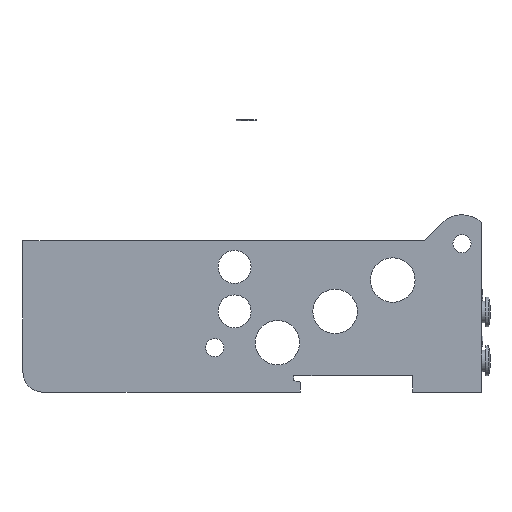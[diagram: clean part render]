
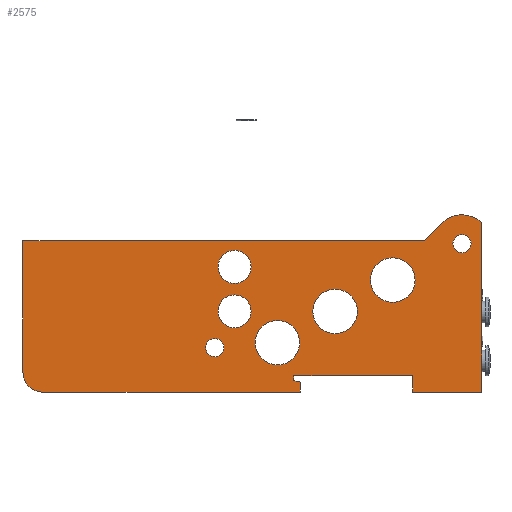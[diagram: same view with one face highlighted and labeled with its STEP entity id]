
A CAD part, front view. The second image highlights one B-rep face of the part: STEP entity #2575.
In plain terms, the highlighted planar face has unit normal (0, -1, 0).
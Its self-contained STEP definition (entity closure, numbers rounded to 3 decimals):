
#1845=CARTESIAN_POINT('',(0.,-9.5,51.437));
#1846=VERTEX_POINT('',#1845);
#1853=CARTESIAN_POINT('',(0.0,-9.5,0.0));
#1854=VERTEX_POINT('',#1853);
#1855=CARTESIAN_POINT('',(0.0,-9.5,51.437));
#1856=DIRECTION('',(0.0,0.0,-1.0));
#1857=VECTOR('',#1856,51.437);
#1858=LINE('',#1855,#1857);
#1859=EDGE_CURVE('',#1846,#1854,#1858,.T.);
#2222=CARTESIAN_POINT('',(-3.25,-9.5,45.0));
#2223=VERTEX_POINT('',#2222);
#2224=CARTESIAN_POINT('',(-6.,-9.5,45.0));
#2225=DIRECTION('',(0.0,1.0,0.0));
#2226=DIRECTION('',(1.0,0.0,0.0));
#2227=AXIS2_PLACEMENT_3D('',#2224,#2225,#2226);
#2228=CIRCLE('',#2227,2.75);
#2229=EDGE_CURVE('',#2223,#2223,#2228,.T.);
#2271=CARTESIAN_POINT('',(-78.25,-9.5,13.5));
#2272=VERTEX_POINT('',#2271);
#2273=CARTESIAN_POINT('',(-81.0,-9.5,13.5));
#2274=DIRECTION('',(0.0,1.0,0.0));
#2275=DIRECTION('',(1.0,0.0,0.0));
#2276=AXIS2_PLACEMENT_3D('',#2273,#2274,#2275);
#2277=CIRCLE('',#2276,2.75);
#2278=EDGE_CURVE('',#2272,#2272,#2277,.T.);
#2298=CARTESIAN_POINT('',(-55.0,-9.5,3.));
#2299=VERTEX_POINT('',#2298);
#2306=CARTESIAN_POINT('',(-55.0,-9.5,0.));
#2307=VERTEX_POINT('',#2306);
#2308=CARTESIAN_POINT('',(-55.0,-9.5,0.));
#2309=DIRECTION('',(0.0,0.0,1.0));
#2310=VECTOR('',#2309,3.0);
#2311=LINE('',#2308,#2310);
#2312=EDGE_CURVE('',#2307,#2299,#2311,.T.);
#2338=CARTESIAN_POINT('',(-21.,-9.5,0.));
#2339=VERTEX_POINT('',#2338);
#2346=CARTESIAN_POINT('',(-21.0,-9.5,5.));
#2347=VERTEX_POINT('',#2346);
#2348=CARTESIAN_POINT('',(-21.0,-9.5,5.));
#2349=DIRECTION('',(0.0,0.0,-1.0));
#2350=VECTOR('',#2349,5.);
#2351=LINE('',#2348,#2350);
#2352=EDGE_CURVE('',#2347,#2339,#2351,.T.);
#2377=CARTESIAN_POINT('',(-57.0,-9.5,5.));
#2378=VERTEX_POINT('',#2377);
#2379=CARTESIAN_POINT('',(-57.0,-9.5,5.));
#2380=DIRECTION('',(1.0,0.0,0.0));
#2381=VECTOR('',#2380,36.0);
#2382=LINE('',#2379,#2381);
#2383=EDGE_CURVE('',#2378,#2347,#2382,.T.);
#2408=CARTESIAN_POINT('',(-57.0,-9.5,3.536));
#2409=VERTEX_POINT('',#2408);
#2410=CARTESIAN_POINT('',(-57.0,-9.5,3.536));
#2411=DIRECTION('',(0.0,0.0,1.0));
#2412=VECTOR('',#2411,1.464);
#2413=LINE('',#2410,#2412);
#2414=EDGE_CURVE('',#2409,#2378,#2413,.T.);
#2437=CARTESIAN_POINT('',(-55.0,-9.5,3.));
#2438=DIRECTION('',(-0.966,0.0,0.259));
#2439=VECTOR('',#2438,2.071);
#2440=LINE('',#2437,#2439);
#2441=EDGE_CURVE('',#2299,#2409,#2440,.T.);
#2447=CARTESIAN_POINT('',(-8.227,-9.5,42.684));
#2448=DIRECTION('',(0.0,1.0,0.0));
#2449=DIRECTION('',(0.0,0.0,1.0));
#2450=AXIS2_PLACEMENT_3D('',#2447,#2448,#2449);
#2451=PLANE('',#2450);
#2452=ORIENTED_EDGE('',*,*,#2312,.T.);
#2453=ORIENTED_EDGE('',*,*,#2441,.T.);
#2454=ORIENTED_EDGE('',*,*,#2414,.T.);
#2455=ORIENTED_EDGE('',*,*,#2383,.T.);
#2456=ORIENTED_EDGE('',*,*,#2352,.T.);
#2457=CARTESIAN_POINT('',(0.0,-9.5,0.0));
#2458=DIRECTION('',(-1.0,0.0,0.0));
#2459=VECTOR('',#2458,21.);
#2460=LINE('',#2457,#2459);
#2461=EDGE_CURVE('',#1854,#2339,#2460,.T.);
#2462=ORIENTED_EDGE('',*,*,#2461,.F.);
#2463=ORIENTED_EDGE('',*,*,#1859,.F.);
#2464=CARTESIAN_POINT('',(-12.223,-9.5,51.223));
#2465=VERTEX_POINT('',#2464);
#2466=CARTESIAN_POINT('',(-6.,-9.5,45.0));
#2467=DIRECTION('',(0.0,1.0,0.0));
#2468=DIRECTION('',(-0.707,0.0,0.707));
#2469=AXIS2_PLACEMENT_3D('',#2466,#2467,#2468);
#2470=CIRCLE('',#2469,8.8);
#2471=EDGE_CURVE('',#2465,#1846,#2470,.T.);
#2472=ORIENTED_EDGE('',*,*,#2471,.F.);
#2473=CARTESIAN_POINT('',(-17.445,-9.5,46.));
#2474=VERTEX_POINT('',#2473);
#2475=CARTESIAN_POINT('',(-17.445,-9.5,46.));
#2476=DIRECTION('',(0.707,0.0,0.707));
#2477=VECTOR('',#2476,7.386);
#2478=LINE('',#2475,#2477);
#2479=EDGE_CURVE('',#2474,#2465,#2478,.T.);
#2480=ORIENTED_EDGE('',*,*,#2479,.F.);
#2481=CARTESIAN_POINT('',(-139.2,-9.5,46.));
#2482=VERTEX_POINT('',#2481);
#2483=CARTESIAN_POINT('',(-139.2,-9.5,46.));
#2484=DIRECTION('',(1.0,0.0,0.0));
#2485=VECTOR('',#2484,121.755);
#2486=LINE('',#2483,#2485);
#2487=EDGE_CURVE('',#2482,#2474,#2486,.T.);
#2488=ORIENTED_EDGE('',*,*,#2487,.F.);
#2489=CARTESIAN_POINT('',(-139.2,-9.5,6.));
#2490=VERTEX_POINT('',#2489);
#2491=CARTESIAN_POINT('',(-139.2,-9.5,6.));
#2492=DIRECTION('',(0.0,0.0,1.0));
#2493=VECTOR('',#2492,40.);
#2494=LINE('',#2491,#2493);
#2495=EDGE_CURVE('',#2490,#2482,#2494,.T.);
#2496=ORIENTED_EDGE('',*,*,#2495,.F.);
#2497=CARTESIAN_POINT('',(-133.2,-9.5,0.));
#2498=VERTEX_POINT('',#2497);
#2499=CARTESIAN_POINT('',(-133.2,-9.5,6.));
#2500=DIRECTION('',(0.0,1.0,0.0));
#2501=DIRECTION('',(0.0,0.0,-1.0));
#2502=AXIS2_PLACEMENT_3D('',#2499,#2500,#2501);
#2503=CIRCLE('',#2502,6.);
#2504=EDGE_CURVE('',#2498,#2490,#2503,.T.);
#2505=ORIENTED_EDGE('',*,*,#2504,.F.);
#2506=CARTESIAN_POINT('',(-55.0,-9.5,0.));
#2507=DIRECTION('',(-1.0,0.0,0.0));
#2508=VECTOR('',#2507,78.2);
#2509=LINE('',#2506,#2508);
#2510=EDGE_CURVE('',#2307,#2498,#2509,.T.);
#2511=ORIENTED_EDGE('',*,*,#2510,.F.);
#2512=EDGE_LOOP('',(#2452,#2453,#2454,#2455,#2456,#2462,#2463,#2472,#2480,#2488,#2496,#2505,#2511));
#2513=FACE_OUTER_BOUND('',#2512,.T.);
#2514=ORIENTED_EDGE('',*,*,#2229,.T.);
#2515=EDGE_LOOP('',(#2514));
#2516=FACE_BOUND('',#2515,.T.);
#2517=ORIENTED_EDGE('',*,*,#2278,.T.);
#2518=EDGE_LOOP('',(#2517));
#2519=FACE_BOUND('',#2518,.T.);
#2520=CARTESIAN_POINT('',(-68.75,-9.5,15.0));
#2521=VERTEX_POINT('',#2520);
#2522=CARTESIAN_POINT('',(-62.0,-9.5,15.0));
#2523=DIRECTION('',(0.0,1.0,0.0));
#2524=DIRECTION('',(1.0,0.0,0.0));
#2525=AXIS2_PLACEMENT_3D('',#2522,#2523,#2524);
#2526=CIRCLE('',#2525,6.75);
#2527=EDGE_CURVE('',#2521,#2521,#2526,.T.);
#2528=ORIENTED_EDGE('',*,*,#2527,.T.);
#2529=EDGE_LOOP('',(#2528));
#2530=FACE_BOUND('',#2529,.T.);
#2531=CARTESIAN_POINT('',(-51.25,-9.5,24.5));
#2532=VERTEX_POINT('',#2531);
#2533=CARTESIAN_POINT('',(-44.5,-9.5,24.5));
#2534=DIRECTION('',(0.0,1.0,0.0));
#2535=DIRECTION('',(1.0,0.0,0.0));
#2536=AXIS2_PLACEMENT_3D('',#2533,#2534,#2535);
#2537=CIRCLE('',#2536,6.75);
#2538=EDGE_CURVE('',#2532,#2532,#2537,.T.);
#2539=ORIENTED_EDGE('',*,*,#2538,.T.);
#2540=EDGE_LOOP('',(#2539));
#2541=FACE_BOUND('',#2540,.T.);
#2542=CARTESIAN_POINT('',(-33.75,-9.5,34.0));
#2543=VERTEX_POINT('',#2542);
#2544=CARTESIAN_POINT('',(-27.0,-9.5,34.0));
#2545=DIRECTION('',(0.0,1.0,0.0));
#2546=DIRECTION('',(1.0,0.0,0.0));
#2547=AXIS2_PLACEMENT_3D('',#2544,#2545,#2546);
#2548=CIRCLE('',#2547,6.75);
#2549=EDGE_CURVE('',#2543,#2543,#2548,.T.);
#2550=ORIENTED_EDGE('',*,*,#2549,.T.);
#2551=EDGE_LOOP('',(#2550));
#2552=FACE_BOUND('',#2551,.T.);
#2553=CARTESIAN_POINT('',(-80.0,-9.5,38.0));
#2554=VERTEX_POINT('',#2553);
#2555=CARTESIAN_POINT('',(-75.0,-9.5,38.0));
#2556=DIRECTION('',(0.0,1.0,0.0));
#2557=DIRECTION('',(1.0,0.0,0.0));
#2558=AXIS2_PLACEMENT_3D('',#2555,#2556,#2557);
#2559=CIRCLE('',#2558,5.0);
#2560=EDGE_CURVE('',#2554,#2554,#2559,.T.);
#2561=ORIENTED_EDGE('',*,*,#2560,.T.);
#2562=EDGE_LOOP('',(#2561));
#2563=FACE_BOUND('',#2562,.T.);
#2564=CARTESIAN_POINT('',(-80.0,-9.5,24.5));
#2565=VERTEX_POINT('',#2564);
#2566=CARTESIAN_POINT('',(-75.0,-9.5,24.5));
#2567=DIRECTION('',(0.0,1.0,0.0));
#2568=DIRECTION('',(1.0,0.0,0.0));
#2569=AXIS2_PLACEMENT_3D('',#2566,#2567,#2568);
#2570=CIRCLE('',#2569,5.0);
#2571=EDGE_CURVE('',#2565,#2565,#2570,.T.);
#2572=ORIENTED_EDGE('',*,*,#2571,.T.);
#2573=EDGE_LOOP('',(#2572));
#2574=FACE_BOUND('',#2573,.T.);
#2575=ADVANCED_FACE('',(#2513,#2516,#2519,#2530,#2541,#2552,#2563,#2574),#2451,.F.);
